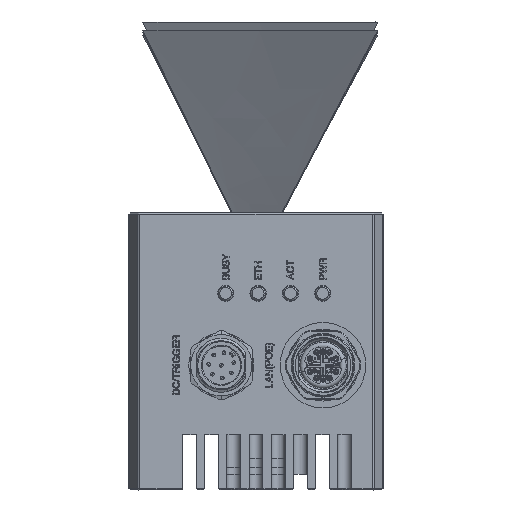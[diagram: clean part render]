
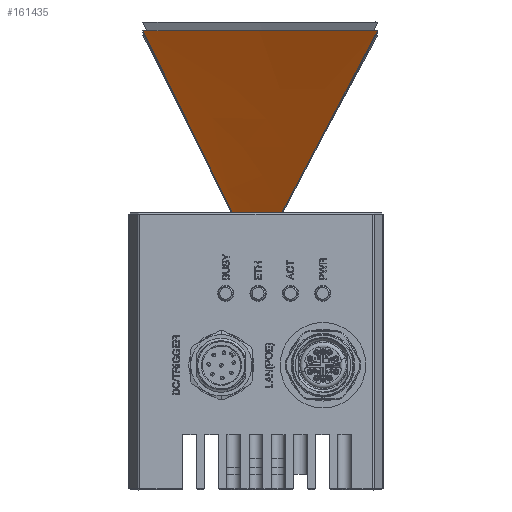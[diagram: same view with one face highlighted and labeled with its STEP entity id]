
A CAD part, left-side view. The second image highlights one B-rep face of the part: STEP entity #161435.
In plain terms, the highlighted free-form (B-spline) face has degree [3, 3] with [6, 4] control points.
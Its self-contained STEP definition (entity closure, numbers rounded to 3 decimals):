
#161283=CARTESIAN_POINT('',(-81.886,-26.316,
69.35));
#161295=CARTESIAN_POINT('',(-81.88,24.461,
69.35));
#161296=CARTESIAN_POINT('',(-81.601,18.978,
69.35));
#161297=CARTESIAN_POINT('',(-81.226,7.905,
69.35));
#161298=CARTESIAN_POINT('',(-81.223,-9.028,
69.35));
#161299=CARTESIAN_POINT('',(-81.601,-20.519,
69.35));
#161300=CARTESIAN_POINT('',(-81.886,-26.316,
69.35));
#161305=DIRECTION('',(-0.491,-0.406,0.771));
#161306=VECTOR('',#161305,64.879);
#161307=CARTESIAN_POINT('',(-50.,0.,19.35));
#161308=LINE('',#161307,#161306);
#161331=DIRECTION('',(-0.497,0.381,0.779));
#161332=VECTOR('',#161331,64.145);
#161333=CARTESIAN_POINT('',(-50.,0.,19.35));
#161334=LINE('',#161333,#161332);
#161357=VERTEX_POINT('',#161283);
#161359=VERTEX_POINT('',#161295);
#161360=CARTESIAN_POINT('',(-50.,0.,19.35));
#161361=VERTEX_POINT('',#161360);
#161403=CARTESIAN_POINT('',(-82.554,-27.897,
70.312));
#161404=CARTESIAN_POINT('',(-71.702,-18.598,
53.325));
#161405=CARTESIAN_POINT('',(-60.851,-9.299,
36.337));
#161406=CARTESIAN_POINT('',(-50.,0.,19.35));
#161407=CARTESIAN_POINT('',(-82.543,-27.545,
70.325));
#161408=CARTESIAN_POINT('',(-71.696,-18.364,
53.333));
#161409=CARTESIAN_POINT('',(-60.848,-9.182,
36.342));
#161410=CARTESIAN_POINT('',(-50.,0.,19.35));
#161411=CARTESIAN_POINT('',(-82.036,-9.623,
70.968));
#161412=CARTESIAN_POINT('',(-71.358,-6.415,
53.762));
#161413=CARTESIAN_POINT('',(-60.679,-3.208,
36.556));
#161414=CARTESIAN_POINT('',(-50.,0.,19.35));
#161415=CARTESIAN_POINT('',(-82.445,8.676,
71.612));
#161416=CARTESIAN_POINT('',(-71.63,5.784,
54.192));
#161417=CARTESIAN_POINT('',(-60.815,2.892,
36.771));
#161418=CARTESIAN_POINT('',(-50.,0.,19.35));
#161419=CARTESIAN_POINT('',(-83.751,26.559,
72.229));
#161420=CARTESIAN_POINT('',(-72.501,17.706,
54.603));
#161421=CARTESIAN_POINT('',(-61.25,8.853,
36.976));
#161422=CARTESIAN_POINT('',(-50.,0.,19.35));
#161423=CARTESIAN_POINT('',(-83.777,26.909,
72.241));
#161424=CARTESIAN_POINT('',(-72.518,17.94,
54.611));
#161425=CARTESIAN_POINT('',(-61.259,8.97,
36.98));
#161426=CARTESIAN_POINT('',(-50.,0.,19.35));
#161427=B_SPLINE_SURFACE_WITH_KNOTS('',3,3,((#161403,#161404,#161405,#161406),(
#161407,#161408,#161409,#161410),(#161411,#161412,#161413,#161414),(#161415,
#161416,#161417,#161418),(#161419,#161420,#161421,#161422),(#161423,#161424,
#161425,#161426)),.UNSPECIFIED.,.F.,.F.,.F.,(4,1,1,4),(4,4),(-0.02,
0.,1.,1.02),(-0.014,1.),.UNSPECIFIED.);
#161429=ORIENTED_EDGE('',*,*,#161428,.T.);
#161431=ORIENTED_EDGE('',*,*,#161430,.T.);
#161432=ORIENTED_EDGE('',*,*,#161387,.F.);
#161433=EDGE_LOOP('',(#161429,#161431,#161432));
#161434=FACE_OUTER_BOUND('',#161433,.F.);
#161301=B_SPLINE_CURVE_WITH_KNOTS('',3,(#161295,#161296,#161297,#161298,#161299,
#161300),.UNSPECIFIED.,.F.,.F.,(4,1,1,4),(0.,0.333,
0.667,1.),.UNSPECIFIED.);
#161387=EDGE_CURVE('',#161361,#161357,#161308,.T.);
#161428=EDGE_CURVE('',#161361,#161359,#161334,.T.);
#161430=EDGE_CURVE('',#161359,#161357,#161301,.T.);
#161435=ADVANCED_FACE('',(#161434),#161427,.T.);
